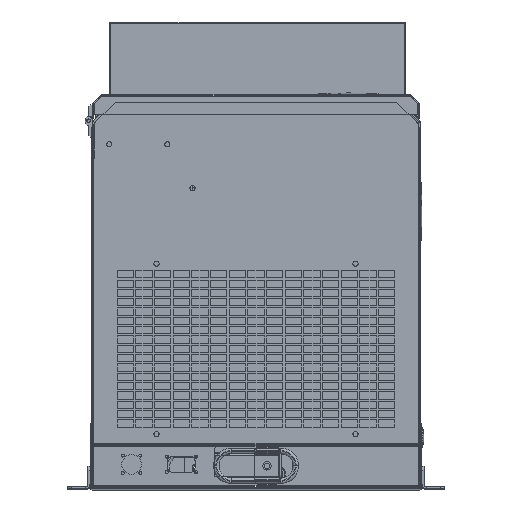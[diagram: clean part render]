
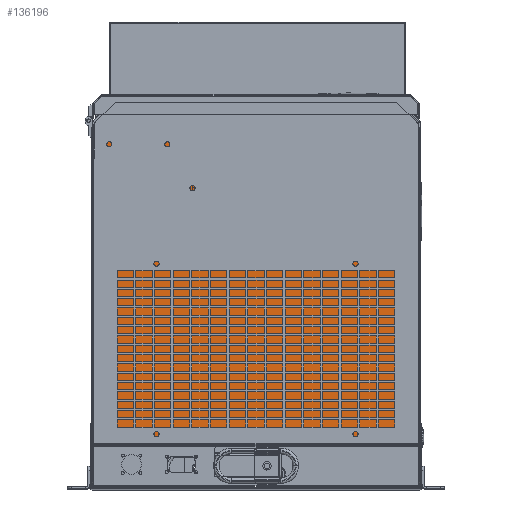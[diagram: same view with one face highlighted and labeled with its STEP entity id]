
A CAD part, top view. The second image highlights one B-rep face of the part: STEP entity #136196.
In plain terms, the highlighted planar face has unit normal (0, 0, 1).
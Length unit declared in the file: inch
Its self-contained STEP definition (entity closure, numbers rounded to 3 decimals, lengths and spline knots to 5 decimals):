
#4731 = LINE ( 'NONE', #133335, #155294 ) ;
#5529 = DIRECTION ( 'NONE',  ( 0., 0., -1. ) ) ;
#6890 = DIRECTION ( 'NONE',  ( 0., 0., -1. ) ) ;
#7363 = CARTESIAN_POINT ( 'NONE',  ( 8., 15.0822, -22.1402 ) ) ;
#9176 = EDGE_CURVE ( 'NONE', #145049, #76446, #162302, .T. ) ;
#11262 = LINE ( 'NONE', #50849, #32407 ) ;
#11455 = CARTESIAN_POINT ( 'NONE',  ( -8.7802, 22.985, -22.1402 ) ) ;
#13798 = DIRECTION ( 'NONE',  ( 1., 0., 0. ) ) ;
#14464 = EDGE_LOOP ( 'NONE', ( #168976, #63981 ) ) ;
#18102 = DIRECTION ( 'NONE',  ( 0., 1., 0. ) ) ;
#18348 = DIRECTION ( 'NONE',  ( -1., 0., 0. ) ) ;
#21158 = CARTESIAN_POINT ( 'NONE',  ( 8., 13.9011, -22.1402 ) ) ;
#26742 = AXIS2_PLACEMENT_3D ( 'NONE', #7363, #5529, #18348 ) ;
#27633 = ORIENTED_EDGE ( 'NONE', *, *, #74198, .F. ) ;
#27672 = CARTESIAN_POINT ( 'NONE',  ( -8.6552, 22.985, -22.1402 ) ) ;
#28438 = EDGE_CURVE ( 'NONE', #83582, #129365, #4731, .T. ) ;
#28736 = VERTEX_POINT ( 'NONE', #47626 ) ;
#29382 = ORIENTED_EDGE ( 'NONE', *, *, #109329, .T. ) ;
#30665 = VERTEX_POINT ( 'NONE', #27672 ) ;
#31404 = CARTESIAN_POINT ( 'NONE',  ( 9.7802, 23.385, -22.1402 ) ) ;
#31683 = EDGE_CURVE ( 'NONE', #30665, #96779, #103594, .T. ) ;
#32407 = VECTOR ( 'NONE', #165786, 39.37008 ) ;
#33551 = VECTOR ( 'NONE', #171780, 39.37008 ) ;
#34649 = CARTESIAN_POINT ( 'NONE',  ( 8.7802, 22.985, -22.1402 ) ) ;
#36692 = ORIENTED_EDGE ( 'NONE', *, *, #9176, .T. ) ;
#39458 = CARTESIAN_POINT ( 'NONE',  ( 8.1405, 15.0822, -22.1402 ) ) ;
#40596 = CARTESIAN_POINT ( 'NONE',  ( 8., 13.9011, -22.1402 ) ) ;
#40876 = EDGE_CURVE ( 'NONE', #132830, #170565, #57855, .T. ) ;
#45181 = LINE ( 'NONE', #31404, #111699 ) ;
#46108 = ORIENTED_EDGE ( 'NONE', *, *, #148693, .T. ) ;
#46193 = DIRECTION ( 'NONE',  ( 0., 0., -1. ) ) ;
#46269 = FACE_OUTER_BOUND ( 'NONE', #128495, .T. ) ;
#47626 = CARTESIAN_POINT ( 'NONE',  ( 7.8595, 13.9011, -22.1402 ) ) ;
#47671 = LINE ( 'NONE', #117472, #50896 ) ;
#47947 = DIRECTION ( 'NONE',  ( -1., 0., 0. ) ) ;
#50849 = CARTESIAN_POINT ( 'NONE',  ( 9.1401, 22.6251, -22.1402 ) ) ;
#50896 = VECTOR ( 'NONE', #103695, 39.37008 ) ;
#51144 = VERTEX_POINT ( 'NONE', #140891 ) ;
#57855 = LINE ( 'NONE', #140565, #33551 ) ;
#58150 = ORIENTED_EDGE ( 'NONE', *, *, #163341, .F. ) ;
#59153 = FACE_BOUND ( 'NONE', #127231, .T. ) ;
#59217 = CARTESIAN_POINT ( 'NONE',  ( 7.8595, 15.0822, -22.1402 ) ) ;
#59842 = VERTEX_POINT ( 'NONE', #117136 ) ;
#60036 = AXIS2_PLACEMENT_3D ( 'NONE', #40596, #69083, #124234 ) ;
#60067 = PLANE ( 'NONE',  #75765 ) ;
#61556 = CARTESIAN_POINT ( 'NONE',  ( 8.6552, 22.985, -22.1402 ) ) ;
#63447 = CIRCLE ( 'NONE', #130998, 0.1405 ) ;
#63636 = CARTESIAN_POINT ( 'NONE',  ( -9.7802, 21.797, -22.1402 ) ) ;
#63981 = ORIENTED_EDGE ( 'NONE', *, *, #92472, .T. ) ;
#68269 = EDGE_CURVE ( 'NONE', #76446, #145049, #117705, .T. ) ;
#68984 = CARTESIAN_POINT ( 'NONE',  ( -8., 13.9011, -22.1402 ) ) ;
#69083 = DIRECTION ( 'NONE',  ( 0., 0., -1. ) ) ;
#72406 = AXIS2_PLACEMENT_3D ( 'NONE', #21158, #77233, #114912 ) ;
#72912 = CARTESIAN_POINT ( 'NONE',  ( 9.9, 23.385, -22.1402 ) ) ;
#73805 = DIRECTION ( 'NONE',  ( -1., 0., 0. ) ) ;
#74198 = EDGE_CURVE ( 'NONE', #178376, #129365, #45181, .T. ) ;
#74768 = FACE_BOUND ( 'NONE', #14464, .T. ) ;
#75765 = AXIS2_PLACEMENT_3D ( 'NONE', #72912, #144646, #73805 ) ;
#76446 = VERTEX_POINT ( 'NONE', #39458 ) ;
#77233 = DIRECTION ( 'NONE',  ( 0., 0., -1. ) ) ;
#80047 = AXIS2_PLACEMENT_3D ( 'NONE', #146636, #6890, #106046 ) ;
#80673 = VECTOR ( 'NONE', #103833, 39.37008 ) ;
#82531 = EDGE_CURVE ( 'NONE', #140594, #109832, #11262, .T. ) ;
#83582 = VERTEX_POINT ( 'NONE', #156291 ) ;
#85859 = VERTEX_POINT ( 'NONE', #164352 ) ;
#87005 = CARTESIAN_POINT ( 'NONE',  ( 9.7802, 21.985, -22.1402 ) ) ;
#87878 = LINE ( 'NONE', #144077, #106353 ) ;
#88756 = ORIENTED_EDGE ( 'NONE', *, *, #88783, .T. ) ;
#88783 = EDGE_CURVE ( 'NONE', #30665, #170565, #145442, .T. ) ;
#92472 = EDGE_CURVE ( 'NONE', #59842, #28736, #148778, .T. ) ;
#92803 = ORIENTED_EDGE ( 'NONE', *, *, #68269, .T. ) ;
#96779 = VERTEX_POINT ( 'NONE', #61556 ) ;
#99474 = ORIENTED_EDGE ( 'NONE', *, *, #31683, .F. ) ;
#100861 = DIRECTION ( 'NONE',  ( 0., -1., 0. ) ) ;
#102217 = DIRECTION ( 'NONE',  ( 1., 0., 0. ) ) ;
#102416 = ORIENTED_EDGE ( 'NONE', *, *, #82531, .T. ) ;
#103594 = LINE ( 'NONE', #119193, #150973 ) ;
#103695 = DIRECTION ( 'NONE',  ( -1., 0., 0. ) ) ;
#103833 = DIRECTION ( 'NONE',  ( 0., -1., 0. ) ) ;
#105765 = CARTESIAN_POINT ( 'NONE',  ( 9.7802, 21.797, -22.1402 ) ) ;
#106046 = DIRECTION ( 'NONE',  ( -1., 0., 0. ) ) ;
#106353 = VECTOR ( 'NONE', #18102, 39.37008 ) ;
#106569 = CARTESIAN_POINT ( 'NONE',  ( 9.7802, 23.385, -22.1402 ) ) ;
#109329 = EDGE_CURVE ( 'NONE', #51144, #85859, #145678, .T. ) ;
#109832 = VERTEX_POINT ( 'NONE', #34649 ) ;
#111699 = VECTOR ( 'NONE', #158280, 39.37008 ) ;
#113858 = ORIENTED_EDGE ( 'NONE', *, *, #40876, .F. ) ;
#114912 = DIRECTION ( 'NONE',  ( -1., 0., 0. ) ) ;
#116478 = DIRECTION ( 'NONE',  ( 1., 0., 0. ) ) ;
#117136 = CARTESIAN_POINT ( 'NONE',  ( 8.1405, 13.9011, -22.1402 ) ) ;
#117472 = CARTESIAN_POINT ( 'NONE',  ( 9.9, 22.985, -22.1402 ) ) ;
#117705 = CIRCLE ( 'NONE', #26742, 0.1405 ) ;
#119193 = CARTESIAN_POINT ( 'NONE',  ( -8.6552, 22.985, -22.1402 ) ) ;
#121472 = ORIENTED_EDGE ( 'NONE', *, *, #144393, .T. ) ;
#121527 = CIRCLE ( 'NONE', #60036, 0.1405 ) ;
#124234 = DIRECTION ( 'NONE',  ( -1., 0., 0. ) ) ;
#127231 = EDGE_LOOP ( 'NONE', ( #29382, #46108 ) ) ;
#127957 = AXIS2_PLACEMENT_3D ( 'NONE', #68984, #153629, #13798 ) ;
#128495 = EDGE_LOOP ( 'NONE', ( #174604, #161110, #27633, #156337, #102416, #121472, #99474, #88756, #113858, #58150 ) ) ;
#129365 = VERTEX_POINT ( 'NONE', #162176 ) ;
#130649 = VERTEX_POINT ( 'NONE', #63636 ) ;
#130998 = AXIS2_PLACEMENT_3D ( 'NONE', #172124, #46193, #102217 ) ;
#131211 = CARTESIAN_POINT ( 'NONE',  ( -9.7802, 23.385, -22.1402 ) ) ;
#132822 = EDGE_CURVE ( 'NONE', #28736, #59842, #121527, .T. ) ;
#132830 = VERTEX_POINT ( 'NONE', #180278 ) ;
#133335 = CARTESIAN_POINT ( 'NONE',  ( 9.9, 2.6002, -22.1402 ) ) ;
#135421 = VECTOR ( 'NONE', #47947, 39.37008 ) ;
#136196 = ADVANCED_FACE ( 'NONE', ( #142828, #74768, #59153, #46269 ), #60067, .F. ) ;
#140565 = CARTESIAN_POINT ( 'NONE',  ( 0.7599, 32.5251, -22.1402 ) ) ;
#140594 = VERTEX_POINT ( 'NONE', #87005 ) ;
#140891 = CARTESIAN_POINT ( 'NONE',  ( -8.1405, 13.9011, -22.1402 ) ) ;
#142828 = FACE_BOUND ( 'NONE', #152652, .T. ) ;
#144077 = CARTESIAN_POINT ( 'NONE',  ( -9.7802, 23.385, -22.1402 ) ) ;
#144393 = EDGE_CURVE ( 'NONE', #109832, #96779, #47671, .T. ) ;
#144646 = DIRECTION ( 'NONE',  ( 0., 0., -1. ) ) ;
#145049 = VERTEX_POINT ( 'NONE', #59217 ) ;
#145442 = LINE ( 'NONE', #161919, #135421 ) ;
#145678 = CIRCLE ( 'NONE', #127957, 0.1405 ) ;
#146239 = LINE ( 'NONE', #106569, #80673 ) ;
#146636 = CARTESIAN_POINT ( 'NONE',  ( 8., 15.0822, -22.1402 ) ) ;
#148285 = VECTOR ( 'NONE', #100861, 39.37008 ) ;
#148693 = EDGE_CURVE ( 'NONE', #85859, #51144, #63447, .T. ) ;
#148778 = CIRCLE ( 'NONE', #72406, 0.1405 ) ;
#150973 = VECTOR ( 'NONE', #116478, 39.37008 ) ;
#152652 = EDGE_LOOP ( 'NONE', ( #36692, #92803 ) ) ;
#153629 = DIRECTION ( 'NONE',  ( 0., 0., -1. ) ) ;
#155294 = VECTOR ( 'NONE', #158231, 39.37008 ) ;
#155312 = EDGE_CURVE ( 'NONE', #130649, #83582, #159794, .T. ) ;
#156291 = CARTESIAN_POINT ( 'NONE',  ( -9.7802, 2.6002, -22.1402 ) ) ;
#156337 = ORIENTED_EDGE ( 'NONE', *, *, #176163, .F. ) ;
#158231 = DIRECTION ( 'NONE',  ( 1., 0., 0. ) ) ;
#158280 = DIRECTION ( 'NONE',  ( 0., -1., 0. ) ) ;
#159794 = LINE ( 'NONE', #131211, #148285 ) ;
#161110 = ORIENTED_EDGE ( 'NONE', *, *, #28438, .T. ) ;
#161919 = CARTESIAN_POINT ( 'NONE',  ( 9.9, 22.985, -22.1402 ) ) ;
#162176 = CARTESIAN_POINT ( 'NONE',  ( 9.7802, 2.6002, -22.1402 ) ) ;
#162302 = CIRCLE ( 'NONE', #80047, 0.1405 ) ;
#163341 = EDGE_CURVE ( 'NONE', #130649, #132830, #87878, .T. ) ;
#164352 = CARTESIAN_POINT ( 'NONE',  ( -7.8595, 13.9011, -22.1402 ) ) ;
#165786 = DIRECTION ( 'NONE',  ( -0.707, 0.707, 0. ) ) ;
#168976 = ORIENTED_EDGE ( 'NONE', *, *, #132822, .T. ) ;
#170565 = VERTEX_POINT ( 'NONE', #11455 ) ;
#171780 = DIRECTION ( 'NONE',  ( 0.707, 0.707, 0. ) ) ;
#172124 = CARTESIAN_POINT ( 'NONE',  ( -8., 13.9011, -22.1402 ) ) ;
#174604 = ORIENTED_EDGE ( 'NONE', *, *, #155312, .T. ) ;
#176163 = EDGE_CURVE ( 'NONE', #140594, #178376, #146239, .T. ) ;
#178376 = VERTEX_POINT ( 'NONE', #105765 ) ;
#180278 = CARTESIAN_POINT ( 'NONE',  ( -9.7802, 21.985, -22.1402 ) ) ;
